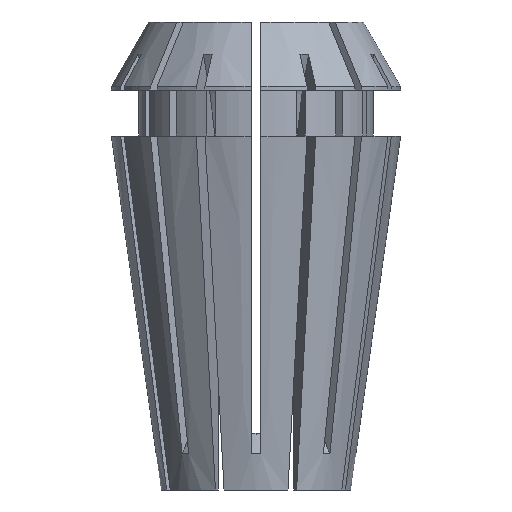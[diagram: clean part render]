
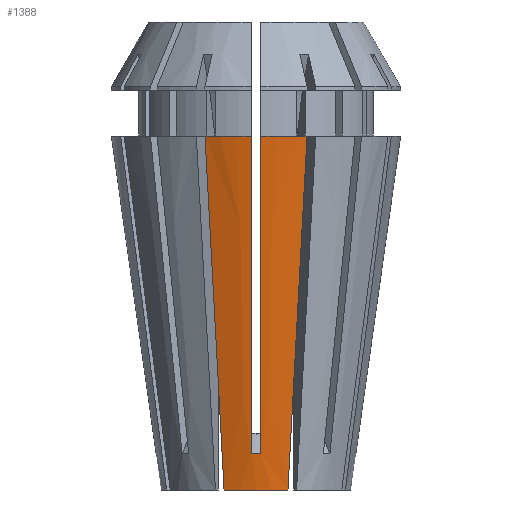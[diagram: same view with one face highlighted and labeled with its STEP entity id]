
A CAD part, left-side view. The second image highlights one B-rep face of the part: STEP entity #1388.
In plain terms, the highlighted conical face has half-angle 8 degrees and reference radius 5.577 mm.
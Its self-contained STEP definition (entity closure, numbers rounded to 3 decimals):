
#61 = CARTESIAN_POINT ( 'NONE',  ( -6.674, -2.467, 10.948 ) ) ;
#87 = CARTESIAN_POINT ( 'NONE',  ( -5.872, -0.275, 2.146 ) ) ;
#94 = CARTESIAN_POINT ( 'NONE',  ( -5.872, 0.275, 2.146 ) ) ;
#266 = CARTESIAN_POINT ( 'NONE',  ( -6.034, 2.202, 6.022 ) ) ;
#302 = CARTESIAN_POINT ( 'NONE',  ( -5.512, 1.986, 2.007 ) ) ;
#365 = FACE_OUTER_BOUND ( 'NONE', #1125, .T. ) ;
#418 = VERTEX_POINT ( 'NONE', #787 ) ;
#511 = CARTESIAN_POINT ( 'NONE',  ( -5.512, -1.986, 2.007 ) ) ;
#729 = CARTESIAN_POINT ( 'NONE',  ( -7.954, 2.997, 20.8 ) ) ;
#742 = EDGE_CURVE ( 'NONE', #1757, #4905, #1302, .T. ) ;
#787 = CARTESIAN_POINT ( 'NONE',  ( -8.496, -0.275, 20.8 ) ) ;
#836 = AXIS2_PLACEMENT_3D ( 'NONE', #4964, #1294, #4574 ) ;
#892 = CARTESIAN_POINT ( 'NONE',  ( -8.06, 0.275, 17.701 ) ) ;
#969 = EDGE_CURVE ( 'NONE', #4323, #418, #2308, .T. ) ;
#991 = CARTESIAN_POINT ( 'NONE',  ( -7.189, -0.275, 11.504 ) ) ;
#1010 = CARTESIAN_POINT ( 'NONE',  ( -8.496, -0.275, 20.8 ) ) ;
#1125 = EDGE_LOOP ( 'NONE', ( #1699, #2492, #2522, #3886, #4272, #1533, #1716, #2719 ) ) ;
#1152 = CARTESIAN_POINT ( 'NONE',  ( -7.954, 2.997, 20.8 ) ) ;
#1172 = CARTESIAN_POINT ( 'NONE',  ( -5.252, 1.878, 0. ) ) ;
#1291 = AXIS2_PLACEMENT_3D ( 'NONE', #4177, #4213, #3382 ) ;
#1294 = DIRECTION ( 'NONE',  ( 0., 0., 1. ) ) ;
#1302 = B_SPLINE_CURVE_WITH_KNOTS ( 'NONE', 3,
 ( #1152, #4056, #3615, #266, #1586, #302, #2795 ),
 .UNSPECIFIED., .F., .F.,
 ( 4, 3, 4 ),
 ( 0., 0.015, 0.021 ),
 .UNSPECIFIED. ) ;
#1370 = EDGE_CURVE ( 'NONE', #4576, #3103, #4489, .T. ) ;
#1373 = CARTESIAN_POINT ( 'NONE',  ( -6.034, -2.202, 6.022 ) ) ;
#1388 = ADVANCED_FACE ( 'NONE', ( #365 ), #1605, .T. ) ;
#1465 = CARTESIAN_POINT ( 'NONE',  ( 0., 0., 20.8 ) ) ;
#1499 = CARTESIAN_POINT ( 'NONE',  ( -5.252, -1.878, 0. ) ) ;
#1530 = AXIS2_PLACEMENT_3D ( 'NONE', #2098, #3025, #3490 ) ;
#1533 = ORIENTED_EDGE ( 'NONE', *, *, #1824, .T. ) ;
#1586 = CARTESIAN_POINT ( 'NONE',  ( -5.773, 2.094, 4.015 ) ) ;
#1605 = CONICAL_SURFACE ( 'NONE', #836, 5.577, 0.14 ) ;
#1699 = ORIENTED_EDGE ( 'NONE', *, *, #4760, .T. ) ;
#1716 = ORIENTED_EDGE ( 'NONE', *, *, #3735, .F. ) ;
#1754 = CARTESIAN_POINT ( 'NONE',  ( -6.75, 0.275, 8.385 ) ) ;
#1757 = VERTEX_POINT ( 'NONE', #729 ) ;
#1824 = EDGE_CURVE ( 'NONE', #418, #2261, #3954, .T. ) ;
#1830 = CARTESIAN_POINT ( 'NONE',  ( -6.311, -0.275, 5.265 ) ) ;
#2023 = CARTESIAN_POINT ( 'NONE',  ( -5.879, -0.092, 2.135 ) ) ;
#2034 = CIRCLE ( 'NONE', #1530, 5.577 ) ;
#2098 = CARTESIAN_POINT ( 'NONE',  ( 0., 0., 0. ) ) ;
#2170 = CARTESIAN_POINT ( 'NONE',  ( -8.496, 0.275, 20.8 ) ) ;
#2236 = CARTESIAN_POINT ( 'NONE',  ( -5.872, 0.275, 2.146 ) ) ;
#2261 = VERTEX_POINT ( 'NONE', #87 ) ;
#2277 = DIRECTION ( 'NONE',  ( -1., 0., 0. ) ) ;
#2308 = CIRCLE ( 'NONE', #1291, 8.5 ) ;
#2492 = ORIENTED_EDGE ( 'NONE', *, *, #742, .T. ) ;
#2522 = ORIENTED_EDGE ( 'NONE', *, *, #5222, .F. ) ;
#2543 = CARTESIAN_POINT ( 'NONE',  ( -8.496, 0.275, 20.8 ) ) ;
#2719 = ORIENTED_EDGE ( 'NONE', *, *, #1370, .F. ) ;
#2742 = CARTESIAN_POINT ( 'NONE',  ( -7.954, -2.997, 20.8 ) ) ;
#2795 = CARTESIAN_POINT ( 'NONE',  ( -5.252, 1.878, 0. ) ) ;
#2808 = CARTESIAN_POINT ( 'NONE',  ( -5.872, -0.275, 2.146 ) ) ;
#2849 = B_SPLINE_CURVE_WITH_KNOTS ( 'NONE', 3,
 ( #5032, #4250, #61, #1373, #2959, #511, #3808 ),
 .UNSPECIFIED., .F., .F.,
 ( 4, 3, 4 ),
 ( 0., 0.015, 0.021 ),
 .UNSPECIFIED. ) ;
#2959 = CARTESIAN_POINT ( 'NONE',  ( -5.773, -2.094, 4.015 ) ) ;
#3025 = DIRECTION ( 'NONE',  ( 0., 0., -1. ) ) ;
#3035 = CARTESIAN_POINT ( 'NONE',  ( -8.06, -0.275, 17.701 ) ) ;
#3103 = VERTEX_POINT ( 'NONE', #2236 ) ;
#3340 = CARTESIAN_POINT ( 'NONE',  ( -6.311, 0.275, 5.265 ) ) ;
#3382 = DIRECTION ( 'NONE',  ( -1., 0., 0. ) ) ;
#3471 = DIRECTION ( 'NONE',  ( 0., 0., -1. ) ) ;
#3490 = DIRECTION ( 'NONE',  ( -1., 0., 0. ) ) ;
#3590 = VERTEX_POINT ( 'NONE', #1499 ) ;
#3615 = CARTESIAN_POINT ( 'NONE',  ( -6.674, 2.467, 10.948 ) ) ;
#3735 = EDGE_CURVE ( 'NONE', #3103, #2261, #5020, .T. ) ;
#3777 = CARTESIAN_POINT ( 'NONE',  ( -7.189, 0.275, 11.504 ) ) ;
#3808 = CARTESIAN_POINT ( 'NONE',  ( -5.252, -1.878, 0. ) ) ;
#3886 = ORIENTED_EDGE ( 'NONE', *, *, #4099, .F. ) ;
#3911 = CIRCLE ( 'NONE', #5017, 8.5 ) ;
#3954 = B_SPLINE_CURVE_WITH_KNOTS ( 'NONE', 3,
 ( #1010, #3035, #4702, #991, #4280, #1830, #4684 ),
 .UNSPECIFIED., .F., .F.,
 ( 4, 3, 4 ),
 ( 0.033, 0.042, 0.052 ),
 .UNSPECIFIED. ) ;
#4056 = CARTESIAN_POINT ( 'NONE',  ( -7.314, 2.732, 15.874 ) ) ;
#4099 = EDGE_CURVE ( 'NONE', #4323, #3590, #2849, .T. ) ;
#4177 = CARTESIAN_POINT ( 'NONE',  ( 0., 0., 20.8 ) ) ;
#4213 = DIRECTION ( 'NONE',  ( 0., 0., -1. ) ) ;
#4218 = CARTESIAN_POINT ( 'NONE',  ( -7.624, 0.275, 14.603 ) ) ;
#4250 = CARTESIAN_POINT ( 'NONE',  ( -7.314, -2.732, 15.874 ) ) ;
#4272 = ORIENTED_EDGE ( 'NONE', *, *, #969, .T. ) ;
#4280 = CARTESIAN_POINT ( 'NONE',  ( -6.75, -0.275, 8.385 ) ) ;
#4323 = VERTEX_POINT ( 'NONE', #2742 ) ;
#4489 = B_SPLINE_CURVE_WITH_KNOTS ( 'NONE', 3,
 ( #2170, #892, #4218, #3777, #1754, #3340, #94 ),
 .UNSPECIFIED., .F., .F.,
 ( 4, 3, 4 ),
 ( 0.033, 0.042, 0.052 ),
 .UNSPECIFIED. ) ;
#4574 = DIRECTION ( 'NONE',  ( 1., 0., 0. ) ) ;
#4576 = VERTEX_POINT ( 'NONE', #2543 ) ;
#4684 = CARTESIAN_POINT ( 'NONE',  ( -5.872, -0.275, 2.146 ) ) ;
#4702 = CARTESIAN_POINT ( 'NONE',  ( -7.624, -0.275, 14.603 ) ) ;
#4760 = EDGE_CURVE ( 'NONE', #4576, #1757, #3911, .T. ) ;
#4829 = CARTESIAN_POINT ( 'NONE',  ( -5.872, 0.275, 2.146 ) ) ;
#4905 = VERTEX_POINT ( 'NONE', #1172 ) ;
#4964 = CARTESIAN_POINT ( 'NONE',  ( 0., 0., 0. ) ) ;
#5017 = AXIS2_PLACEMENT_3D ( 'NONE', #1465, #3471, #2277 ) ;
#5020 = B_SPLINE_CURVE_WITH_KNOTS ( 'NONE', 3,
 ( #4829, #5228, #2023, #2808 ),
 .UNSPECIFIED., .F., .F.,
 ( 4, 4 ),
 ( 0., 0.001 ),
 .UNSPECIFIED. ) ;
#5032 = CARTESIAN_POINT ( 'NONE',  ( -7.954, -2.997, 20.8 ) ) ;
#5222 = EDGE_CURVE ( 'NONE', #3590, #4905, #2034, .T. ) ;
#5228 = CARTESIAN_POINT ( 'NONE',  ( -5.879, 0.092, 2.135 ) ) ;
